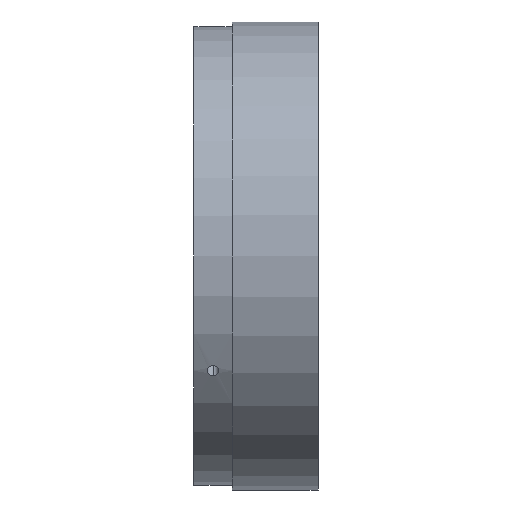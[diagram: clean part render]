
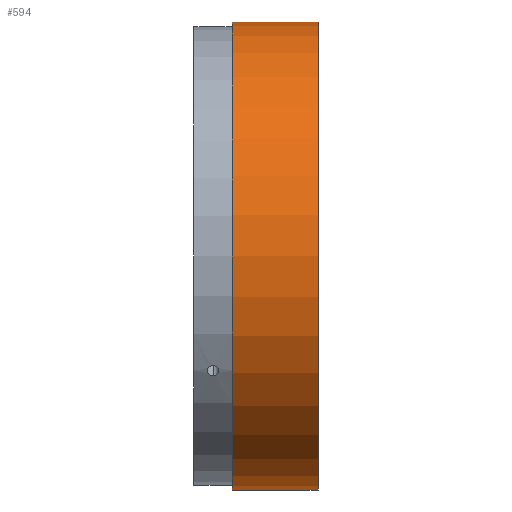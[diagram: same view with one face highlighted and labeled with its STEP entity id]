
A CAD part, front view. The second image highlights one B-rep face of the part: STEP entity #594.
In plain terms, the highlighted cylindrical face has radius 49 mm (diameter 98 mm), a partial arc.
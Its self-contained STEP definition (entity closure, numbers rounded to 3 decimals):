
#4 = EDGE_CURVE ( 'NONE', #216, #199, #188, .T. ) ;
#19 = EDGE_CURVE ( 'NONE', #189, #185, #324, .T. ) ;
#25 = EDGE_CURVE ( 'NONE', #189, #216, #624, .T. ) ;
#35 = EDGE_CURVE ( 'NONE', #199, #185, #601, .T. ) ;
#41 = VECTOR ( 'NONE', #282, 1000. ) ;
#65 = ORIENTED_EDGE ( 'NONE', *, *, #25, .T. ) ;
#88 = ORIENTED_EDGE ( 'NONE', *, *, #19, .F. ) ;
#127 = EDGE_LOOP ( 'NONE', ( #88, #65, #131, #130 ) ) ;
#130 = ORIENTED_EDGE ( 'NONE', *, *, #35, .T. ) ;
#131 = ORIENTED_EDGE ( 'NONE', *, *, #4, .T. ) ;
#185 = VERTEX_POINT ( 'NONE', #455 ) ;
#188 = LINE ( 'NONE', #220, #584 ) ;
#189 = VERTEX_POINT ( 'NONE', #473 ) ;
#192 = DIRECTION ( 'NONE',  ( -1., 0., 0. ) ) ;
#199 = VERTEX_POINT ( 'NONE', #489 ) ;
#216 = VERTEX_POINT ( 'NONE', #472 ) ;
#220 = CARTESIAN_POINT ( 'NONE',  ( 26., 0., 49. ) ) ;
#282 = DIRECTION ( 'NONE',  ( -1., 0., 0. ) ) ;
#302 = CARTESIAN_POINT ( 'NONE',  ( 26., 0., -49. ) ) ;
#313 = DIRECTION ( 'NONE',  ( -1., 0., 0. ) ) ;
#321 = CARTESIAN_POINT ( 'NONE',  ( 26., 0., 0. ) ) ;
#324 = LINE ( 'NONE', #302, #41 ) ;
#345 = DIRECTION ( 'NONE',  ( 0., 0., 1. ) ) ;
#410 = CARTESIAN_POINT ( 'NONE',  ( 8., 0., 0. ) ) ;
#411 = DIRECTION ( 'NONE',  ( 0., 0., 1. ) ) ;
#437 = DIRECTION ( 'NONE',  ( 1., 0., 0. ) ) ;
#455 = CARTESIAN_POINT ( 'NONE',  ( 8., 0., -49. ) ) ;
#472 = CARTESIAN_POINT ( 'NONE',  ( 26., 0., 49. ) ) ;
#473 = CARTESIAN_POINT ( 'NONE',  ( 26., 0., -49. ) ) ;
#489 = CARTESIAN_POINT ( 'NONE',  ( 8., 0., 49. ) ) ;
#580 = AXIS2_PLACEMENT_3D ( 'NONE', #667, #659, #635 ) ;
#584 = VECTOR ( 'NONE', #192, 1000. ) ;
#594 = ADVANCED_FACE ( 'NONE', ( #648 ), #642, .T. ) ;
#599 = AXIS2_PLACEMENT_3D ( 'NONE', #410, #437, #411 ) ;
#601 = CIRCLE ( 'NONE', #599, 49. ) ;
#624 = CIRCLE ( 'NONE', #625, 49. ) ;
#625 = AXIS2_PLACEMENT_3D ( 'NONE', #321, #313, #345 ) ;
#635 = DIRECTION ( 'NONE',  ( 0., 0., 1. ) ) ;
#642 = CYLINDRICAL_SURFACE ( 'NONE', #580, 49. ) ;
#648 = FACE_OUTER_BOUND ( 'NONE', #127, .T. ) ;
#659 = DIRECTION ( 'NONE',  ( -1., 0., 0. ) ) ;
#667 = CARTESIAN_POINT ( 'NONE',  ( 26., 0., 0. ) ) ;
